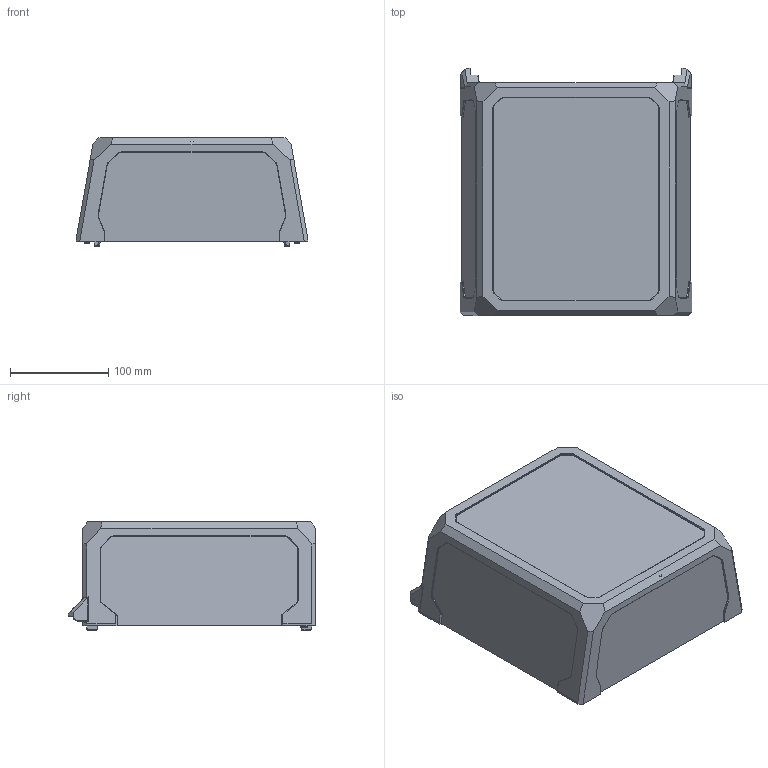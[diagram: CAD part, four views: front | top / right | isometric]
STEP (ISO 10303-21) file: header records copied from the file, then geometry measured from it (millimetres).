
FILE_DESCRIPTION(/* description */ (''),/* implementation_level */ '2;1');
FILE_NAME(/* name */ 'Printed_top_hat v37.step',/* time_stamp */ '2025-08-05T14:25:08+02:00',/* author */ (''),/* organization */ (''),/* preprocessor_version */ 'ST-DEVELOPER v20.1',/* originating_system */ 'Autodesk Translation Framework v14.10.0.0',/* authorisation */ '');
FILE_SCHEMA (('AUTOMOTIVE_DESIGN { 1 0 10303 214 3 1 1 }'));
Length unit declared in the file: millimetre
Products named in the file (14): Printed_top_hat; front/back_panel_holder_10mm_x2; one_piece_tophat; tophat_hinge_left; tophat_hinge_right; acrylic_panel_side; acrylic_panel_front/back; side_panel_holder_10mm_x2; corner_panel_holder_B_x2_3mm; Lower_Corner_FR_Clip_3mm; Lower_Corner_FL_Clip_3mm; Lower_Corner_BL_Clip_3mm; Lower_Corner_BR_Clip_3mm; acrylic_panel_top
Assembly tree (15 placements, depth 2):
  Printed_top_hat
    front/back_panel_holder_10mm_x2
    one_piece_tophat
    acrylic_panel_side  x2
    acrylic_panel_front/back  x2
    tophat_hinge_left
    tophat_hinge_right
    side_panel_holder_10mm_x2
    corner_panel_holder_B_x2_3mm
    Lower_Corner_FR_Clip_3mm
    Lower_Corner_FL_Clip_3mm
    Lower_Corner_BL_Clip_3mm
    Lower_Corner_BR_Clip_3mm
    acrylic_panel_top
Bounding box: 235.71 x 251.41 x 110.51 mm (x, y, z)
Volume: 492501.3 mm3; surface area: 313849.1 mm2
Topology: 15 solids, 15 shells, 903 faces, 2289 edges, 1430 vertices
Faces by surface type: plane 524, bspline 162, cylinder 119, cone 95, sphere 3
Full cylindrical faces by diameter (mm): 2.9 x4, 3 x2, 3.4 x7, 4.6 x14, 6 x4
Entity records: 29918 total; most frequent: CARTESIAN_POINT 8991, ORIENTED_EDGE 4530, DIRECTION 3751, EDGE_CURVE 2265, LINE 1575, VECTOR 1575, VERTEX_POINT 1414, AXIS2_PLACEMENT_3D 1088
